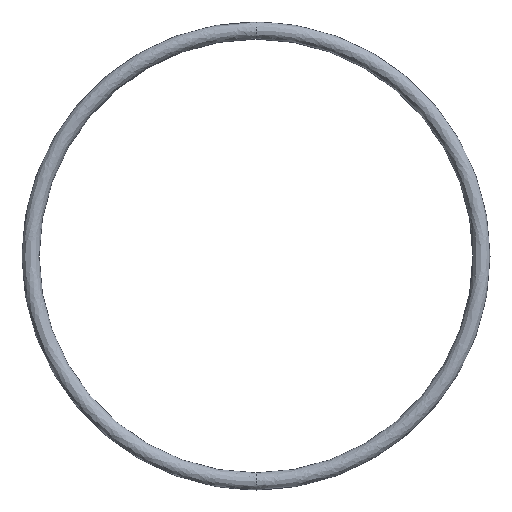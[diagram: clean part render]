
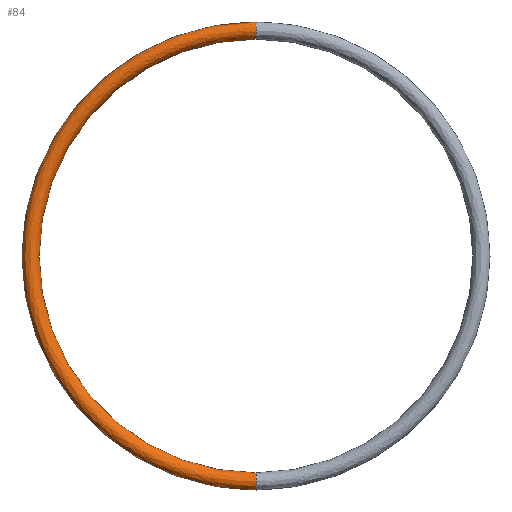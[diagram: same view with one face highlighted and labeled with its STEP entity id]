
A CAD part, front view. The second image highlights one B-rep face of the part: STEP entity #84.
In plain terms, the highlighted free-form (B-spline) face has degree [3, 3] with [4, 4] control points.
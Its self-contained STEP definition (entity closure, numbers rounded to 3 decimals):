
#5 = CARTESIAN_POINT ( 'NONE',  ( 0., 8.37, -33.17 ) ) ;
#6 = CARTESIAN_POINT ( 'NONE',  ( -66.34, 10.99, 33.17 ) ) ;
#9 = EDGE_CURVE ( 'NONE', #34, #192, #174, .T. ) ;
#10 = ORIENTED_EDGE ( 'NONE', *, *, #191, .F. ) ;
#20 = AXIS2_PLACEMENT_3D ( 'NONE', #230, #99, #24 ) ;
#21 = CARTESIAN_POINT ( 'NONE',  ( -71.58, 8.37, 35.79 ) ) ;
#23 = CARTESIAN_POINT ( 'NONE',  ( 0., 10.99, -33.17 ) ) ;
#24 = DIRECTION ( 'NONE',  ( 0., 0., -1. ) ) ;
#34 = VERTEX_POINT ( 'NONE', #181 ) ;
#49 = DIRECTION ( 'NONE',  ( -1., 0., 0. ) ) ;
#53 = CIRCLE ( 'NONE', #235, 35.79 ) ;
#56 = CARTESIAN_POINT ( 'NONE',  ( 0., 10.99, 0. ) ) ;
#57 = CIRCLE ( 'NONE', #105, 33.17 ) ;
#58 = DIRECTION ( 'NONE',  ( 0., 0., -1. ) ) ;
#59 = ORIENTED_EDGE ( 'NONE', *, *, #92, .T. ) ;
#64 = AXIS2_PLACEMENT_3D ( 'NONE', #66, #49, #202 ) ;
#66 = CARTESIAN_POINT ( 'NONE',  ( 0., 10.99, 34.48 ) ) ;
#71 = CIRCLE ( 'NONE', #20, 1.31 ) ;
#72 = CARTESIAN_POINT ( 'NONE',  ( 0., 10.99, -35.79 ) ) ;
#81 = ORIENTED_EDGE ( 'NONE', *, *, #165, .F. ) ;
#84 = ADVANCED_FACE ( 'NONE', ( #90 ), #209, .T. ) ;
#90 = FACE_OUTER_BOUND ( 'NONE', #225, .T. ) ;
#92 = EDGE_CURVE ( 'NONE', #192, #217, #53, .T. ) ;
#95 = CARTESIAN_POINT ( 'NONE',  ( -71.58, 8.37, -35.79 ) ) ;
#96 = CARTESIAN_POINT ( 'NONE',  ( 0., 8.37, -35.79 ) ) ;
#99 = DIRECTION ( 'NONE',  ( 1., 0., 0. ) ) ;
#105 = AXIS2_PLACEMENT_3D ( 'NONE', #159, #122, #58 ) ;
#114 = DIRECTION ( 'NONE',  ( 0., 0., -1. ) ) ;
#118 = CARTESIAN_POINT ( 'NONE',  ( 0., 10.99, 35.79 ) ) ;
#122 = DIRECTION ( 'NONE',  ( 0., -1., 0. ) ) ;
#131 = CARTESIAN_POINT ( 'NONE',  ( 0., 10.99, 33.17 ) ) ;
#132 = CARTESIAN_POINT ( 'NONE',  ( 0., 10.99, -33.17 ) ) ;
#134 = DIRECTION ( 'NONE',  ( 0., -1., 0. ) ) ;
#136 = CARTESIAN_POINT ( 'NONE',  ( 0., 10.99, 35.79 ) ) ;
#140 = CARTESIAN_POINT ( 'NONE',  ( 0., 10.99, -35.79 ) ) ;
#141 = ORIENTED_EDGE ( 'NONE', *, *, #9, .T. ) ;
#150 = CARTESIAN_POINT ( 'NONE',  ( 0., 8.37, 33.17 ) ) ;
#154 = CARTESIAN_POINT ( 'NONE',  ( 0., 8.37, 35.79 ) ) ;
#159 = CARTESIAN_POINT ( 'NONE',  ( 0., 10.99, 0. ) ) ;
#165 = EDGE_CURVE ( 'NONE', #34, #206, #57, .T. ) ;
#166 = CARTESIAN_POINT ( 'NONE',  ( -66.34, 8.37, 33.17 ) ) ;
#167 = CARTESIAN_POINT ( 'NONE',  ( -71.58, 10.99, 35.79 ) ) ;
#168 = CARTESIAN_POINT ( 'NONE',  ( -66.34, 10.99, -33.17 ) ) ;
#174 = CIRCLE ( 'NONE', #64, 1.31 ) ;
#181 = CARTESIAN_POINT ( 'NONE',  ( 0., 10.99, 33.17 ) ) ;
#187 = CARTESIAN_POINT ( 'NONE',  ( -66.34, 8.37, -33.17 ) ) ;
#188 = CARTESIAN_POINT ( 'NONE',  ( -71.58, 10.99, -35.79 ) ) ;
#191 = EDGE_CURVE ( 'NONE', #206, #217, #71, .T. ) ;
#192 = VERTEX_POINT ( 'NONE', #118 ) ;
#202 = DIRECTION ( 'NONE',  ( 0., 0., 1. ) ) ;
#206 = VERTEX_POINT ( 'NONE', #23 ) ;
#209 =( BOUNDED_SURFACE ( )  B_SPLINE_SURFACE ( 3, 3, ( 
 ( #131, #6, #168, #132 ),
 ( #150, #166, #187, #5 ),
 ( #154, #21, #95, #96 ),
 ( #136, #167, #188, #72 ) ),
 .UNSPECIFIED., .F., .F., .T. ) 
 B_SPLINE_SURFACE_WITH_KNOTS ( ( 4, 4 ),
 ( 4, 4 ),
 ( 0., 1. ),
 ( 0., 1. ),
 .UNSPECIFIED. ) 
 GEOMETRIC_REPRESENTATION_ITEM ( )  RATIONAL_B_SPLINE_SURFACE ( (
 ( 1., 0.333, 0.333, 1.),
 ( 0.333, 0.111, 0.111, 0.333),
 ( 0.333, 0.111, 0.111, 0.333),
 ( 1., 0.333, 0.333, 1.) ) ) 
 REPRESENTATION_ITEM ( '' )  SURFACE ( )  );
#217 = VERTEX_POINT ( 'NONE', #140 ) ;
#225 = EDGE_LOOP ( 'NONE', ( #81, #141, #59, #10 ) ) ;
#230 = CARTESIAN_POINT ( 'NONE',  ( 0., 10.99, -34.48 ) ) ;
#235 = AXIS2_PLACEMENT_3D ( 'NONE', #56, #134, #114 ) ;
